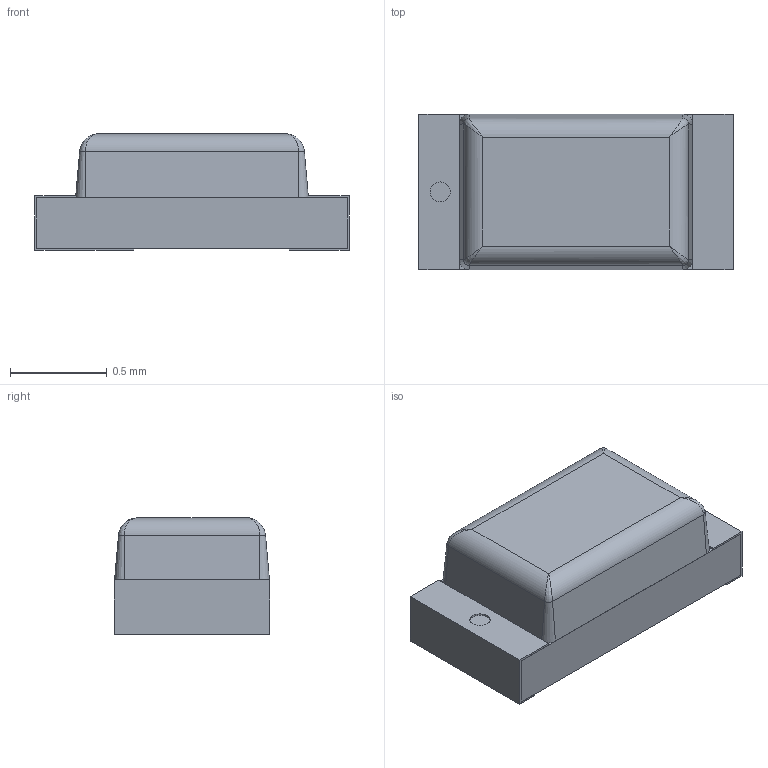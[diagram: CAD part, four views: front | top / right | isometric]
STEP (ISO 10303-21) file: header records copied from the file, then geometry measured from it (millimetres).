
FILE_DESCRIPTION (( 'STEP AP214' ), '1' );
FILE_NAME ('LED.STEP', '2022-02-28T03:06:18', ( '' ), ( '' ), 'SwSTEP 2.0', 'SolidWorks 2021', '' );
FILE_SCHEMA (( 'AUTOMOTIVE_DESIGN' ));
Length unit declared in the file: millimetre
Products named in the file (5): 3D_PCB1_2022-02-28 (6).step; U1.step; LED; COMPOUND.step; LED0603-RD_GREEN.step
Assembly tree (4 placements, depth 5):
  LED
    3D_PCB1_2022-02-28 (6).step
      U1.step
        LED0603-RD_GREEN.step
          COMPOUND.step
Bounding box: 1.62 x 0.8 x 0.6 mm (x, y, z)
Volume: 0.6 mm3; surface area: 9.4 mm2
Topology: 4 solids, 4 shells, 122 faces, 310 edges, 200 vertices
Faces by surface type: plane 94, bspline 18, cylinder 6, cone 4
Entity records: 5073 total; most frequent: CARTESIAN_POINT 1932, ORIENTED_EDGE 612, DIRECTION 502, EDGE_CURVE 306, LINE 258, VECTOR 258, VERTEX_POINT 200, EDGE_LOOP 132
